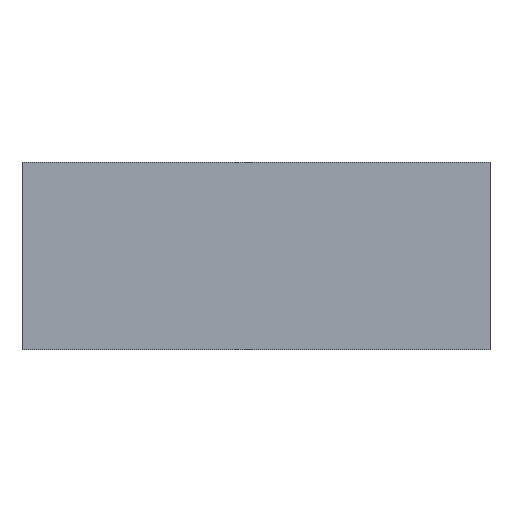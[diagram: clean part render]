
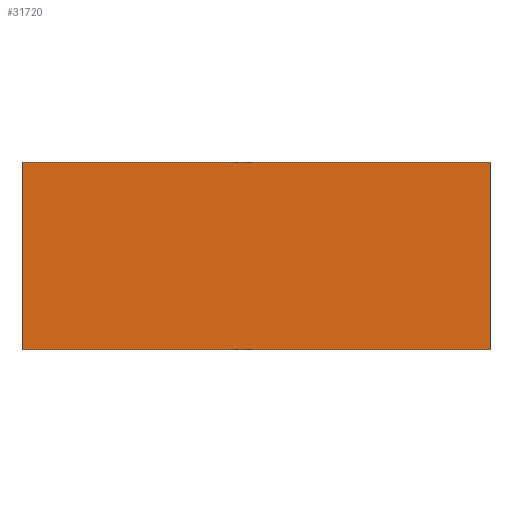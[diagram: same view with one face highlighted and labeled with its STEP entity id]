
A CAD part, front view. The second image highlights one B-rep face of the part: STEP entity #31720.
In plain terms, the highlighted planar face has unit normal (0, -1, 0).
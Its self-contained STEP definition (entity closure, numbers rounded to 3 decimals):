
#2451=PLANE('',#33648);
#3294=FACE_OUTER_BOUND('',#5083,.T.);
#5083=EDGE_LOOP('',(#21511,#21512,#21513,#21514));
#7581=LINE('',#46733,#10314);
#7583=LINE('',#46737,#10316);
#7585=LINE('',#46741,#10318);
#7587=LINE('',#46744,#10320);
#10314=VECTOR('',#37216,10.);
#10316=VECTOR('',#37220,10.);
#10318=VECTOR('',#37224,10.);
#10320=VECTOR('',#37228,10.);
#13005=VERTEX_POINT('',#46730);
#13006=VERTEX_POINT('',#46732);
#13007=VERTEX_POINT('',#46736);
#13008=VERTEX_POINT('',#46740);
#16354=EDGE_CURVE('',#13006,#13005,#7581,.T.);
#16356=EDGE_CURVE('',#13007,#13006,#7583,.T.);
#16358=EDGE_CURVE('',#13008,#13007,#7585,.T.);
#16360=EDGE_CURVE('',#13005,#13008,#7587,.T.);
#21511=ORIENTED_EDGE('',*,*,#16360,.T.);
#21512=ORIENTED_EDGE('',*,*,#16358,.T.);
#21513=ORIENTED_EDGE('',*,*,#16356,.T.);
#21514=ORIENTED_EDGE('',*,*,#16354,.T.);
#31720=ADVANCED_FACE('',(#3294),#2451,.T.);
#33648=AXIS2_PLACEMENT_3D('',#46745,#37229,#37230);
#37216=DIRECTION('',(0.,0.,-1.));
#37220=DIRECTION('',(-1.,0.,0.));
#37224=DIRECTION('',(0.,0.,1.));
#37228=DIRECTION('',(1.,0.,0.));
#37229=DIRECTION('center_axis',(0.,-1.,0.));
#37230=DIRECTION('ref_axis',(0.,0.,-1.));
#46730=CARTESIAN_POINT('',(-239.882,-114.,-44.849));
#46732=CARTESIAN_POINT('',(-239.882,-114.,135.151));
#46733=CARTESIAN_POINT('',(-239.882,-114.,-44.849));
#46736=CARTESIAN_POINT('',(210.118,-114.,135.151));
#46737=CARTESIAN_POINT('',(-239.882,-114.,135.151));
#46740=CARTESIAN_POINT('',(210.118,-114.,-44.849));
#46741=CARTESIAN_POINT('',(210.118,-114.,135.151));
#46744=CARTESIAN_POINT('',(210.118,-114.,-44.849));
#46745=CARTESIAN_POINT('Origin',(-14.882,-114.,45.151));
